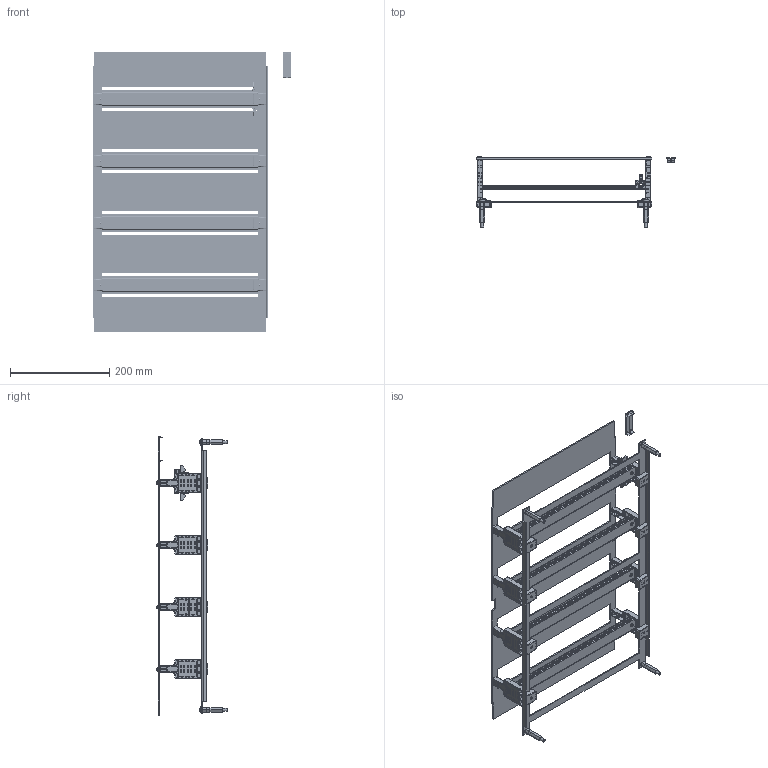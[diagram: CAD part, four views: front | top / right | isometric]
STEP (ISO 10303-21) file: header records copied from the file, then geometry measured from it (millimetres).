
FILE_DESCRIPTION(/* description */ (''),/* implementation_level */ '2;1');
FILE_NAME(/* name */ 'PS C 642.stp',/* time_stamp */ '2022-03-08T06:52:20+01:00',/* author */ ('ahermoni'),/* organization */ (''),/* preprocessor_version */ 'ST-DEVELOPER v18.1',/* originating_system */ 'Autodesk Inventor 2022',/* authorisation */ '');
FILE_SCHEMA (('AUTOMOTIVE_DESIGN { 1 0 10303 214 3 1 1 }'));
Length unit declared in the file: millimetre
Products named in the file (11): PS C 642; Gestell; Abdeckplatte; Bauteil15; Bauteil15_1; Bauteil15_2; Bauteil15_3; Bauteil15_4; Tragschiene; Bauteil15_5; Bauteil15_6
Assembly tree (41 placements, depth 2):
  PS C 642
    Gestell
    Bauteil15_2  x8
    Abdeckplatte
    Bauteil15
    Tragschiene  x4
    Bauteil15_1  x4
    Bauteil15_3  x4
    Bauteil15_4  x8
    Bauteil15_5  x8
    Bauteil15_6  x2
Bounding box: 401 x 142.94 x 563 mm (x, y, z)
Volume: 693166.7 mm3; surface area: 662445.7 mm2
Topology: 50 solids, 63 shells, 5829 faces, 13452 edges, 7835 vertices
Faces by surface type: cylinder 2328, plane 1872, bspline 836, sphere 416, torus 241, cone 136
Full cylindrical faces by diameter (mm): 1.8 x64, 3 x95, 3.2 x4, 3.25 x1, 3.6 x1, 4 x13, 4.2 x24, 4.25 x4, 5 x3, 5.4 x4, 5.5 x12, 5.7 x3, 5.8 x3, 6 x12, 6.5 x4, 7 x9, 8 x8, 12 x4
Entity records: 45631 total; most frequent: CARTESIAN_POINT 18054, ORIENTED_EDGE 5670, DIRECTION 5544, EDGE_CURVE 2839, AXIS2_PLACEMENT_3D 1923, VERTEX_POINT 1748, LINE 1698, VECTOR 1698
